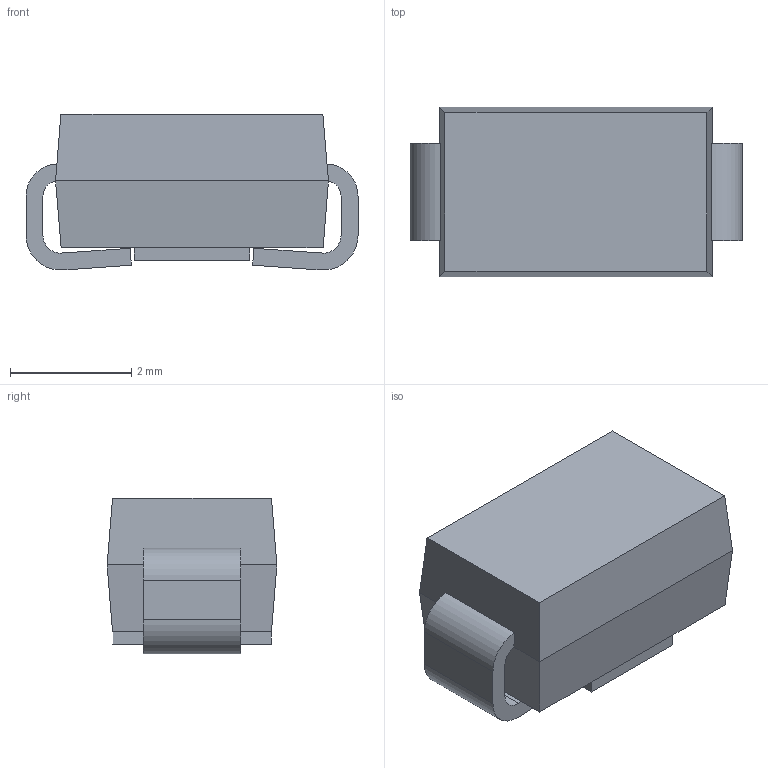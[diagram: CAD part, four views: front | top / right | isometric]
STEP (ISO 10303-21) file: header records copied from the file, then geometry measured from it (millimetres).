
FILE_DESCRIPTION(('FreeCAD Model'),'2;1');
FILE_NAME( 'DO-214AC.step', '2016-07-22T12:10:48',('Author'),(''), 'Open CASCADE STEP processor 6.8','FreeCAD','Unknown');
FILE_SCHEMA(('AUTOMOTIVE_DESIGN_CC2 { 1 2 10303 214 -1 1 5 4 }'));
Length unit declared in the file: inch
Products named in the file (2): ASSEMBLY; DO-214AC
Assembly tree (1 placements, depth 2):
  ASSEMBLY
    DO-214AC
Bounding box: 5.47 x 2.8 x 2.57 mm (x, y, z)
Volume: 30.1 mm3; surface area: 79 mm2
Topology: 1 solids, 1 shells, 39 faces, 103 edges, 66 vertices
Faces by surface type: plane 23, bspline 8, cylinder 8
Entity records: 6355 total; most frequent: CARTESIAN_POINT 4123, DIRECTION 313, LINE 207, VECTOR 207, ORIENTED_EDGE 206, PCURVE 206, DEFINITIONAL_REPRESENTATION 206, EDGE_CURVE 103
